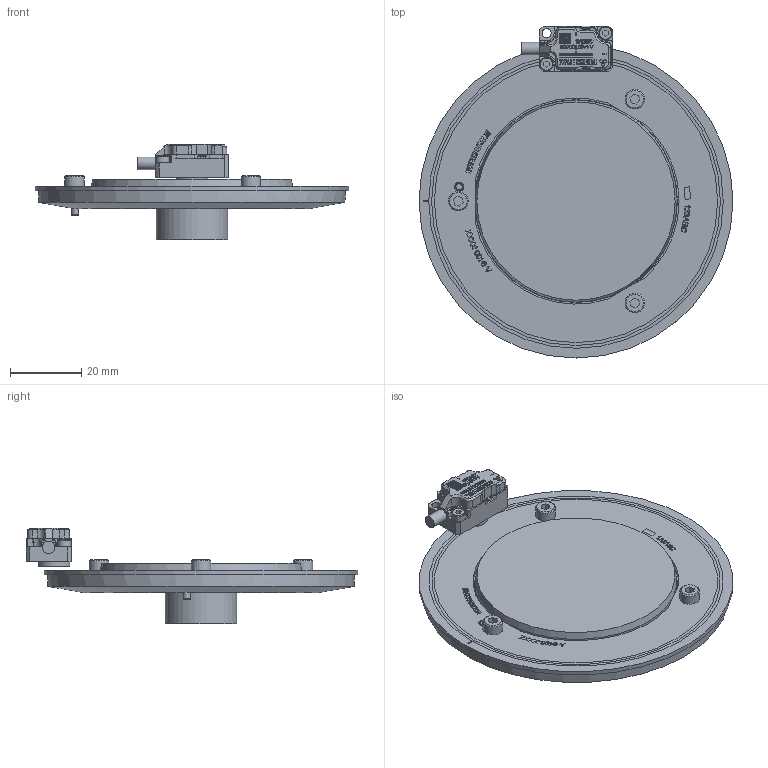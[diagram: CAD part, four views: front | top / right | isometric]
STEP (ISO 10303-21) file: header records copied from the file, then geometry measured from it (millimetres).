
FILE_DESCRIPTION(/* description */ (''),/* implementation_level */ '2;1');
FILE_NAME(/* name */ 'N-9400-2005-01_A_STEP.stp',/* time_stamp */ '2022-02-03T10:37:54+00:00',/* author */ (''),/* organization */ (''),/* preprocessor_version */ 'ST-DEVELOPER v16.7',/* originating_system */ 'SIEMENS PLM Software NX 1946',/* authorisation */ '');
FILE_SCHEMA (('AUTOMOTIVE_DESIGN { 1 0 10303 214 3 1 1 1 }'));
Length unit declared in the file: millimetre
Products named in the file (8): F-9414-0606-03-A_ATOM DX READHEAD MICRO FIRMWARE; P-SC01-0204-B_Screw Hex Skt Cap Hd M2x4; P-PN04-0026-B_Pin Solid Dowel 2diax8; P-SC01-0305-C_Screw Hex Skt Cap Hd M3x5; N-9400-2501-01-A_CSF40 88 X 56.5 BOL EXT SHAFT; N-9400-2500-01-A_CSF40 88 X 56.5 BOL EXT DISC; M-9414-2551-03-A_ATOM DX 40um SPACE MODEL_SOLID; N-9400-2005-01-A_CSF40 88 X 56.5 BOL EXT 6360LC
Assembly tree (10 placements, depth 3):
  N-9400-2005-01-A_CSF40 88 X 56.5 BOL EXT 6360LC
    N-9400-2500-01-A_CSF40 88 X 56.5 BOL EXT DISC
    N-9400-2501-01-A_CSF40 88 X 56.5 BOL EXT SHAFT
    M-9414-2551-03-A_ATOM DX 40um SPACE MODEL_SOLID
      F-9414-0606-03-A_ATOM DX READHEAD MICRO FIRMWARE
    P-SC01-0305-C_Screw Hex Skt Cap Hd M3x5  x3
    P-PN04-0026-B_Pin Solid Dowel 2diax8
    P-SC01-0204-B_Screw Hex Skt Cap Hd M2x4  x2
Bounding box: 88 x 93.08 x 26.9 mm (x, y, z)
Volume: 43605.4 mm3; surface area: 23787.5 mm2
Topology: 10 solids, 10 shells, 1016 faces, 2793 edges, 1938 vertices
Faces by surface type: plane 740, cylinder 144, extrusion 60, cone 43, bspline 28, torus 1
Full cylindrical faces by diameter (mm): 0.1 x1, 0.35 x1, 0.8 x3, 2 x3, 2.005 x1, 2.5 x1, 2.55 x3, 2.6 x3, 2.9 x1, 3 x3, 3.5 x1, 3.7 x3, 3.8 x2, 5.5 x3, 7.5 x1, 8.949 x1, 20 x1, 56.49 x1, 86 x1, 88 x1
Entity records: 34909 total; most frequent: CARTESIAN_POINT 10763, ORIENTED_EDGE 5320, DIRECTION 4071, EDGE_CURVE 2660, VERTEX_POINT 1876, VECTOR 1595, LINE 1535, AXIS2_PLACEMENT_3D 1238
